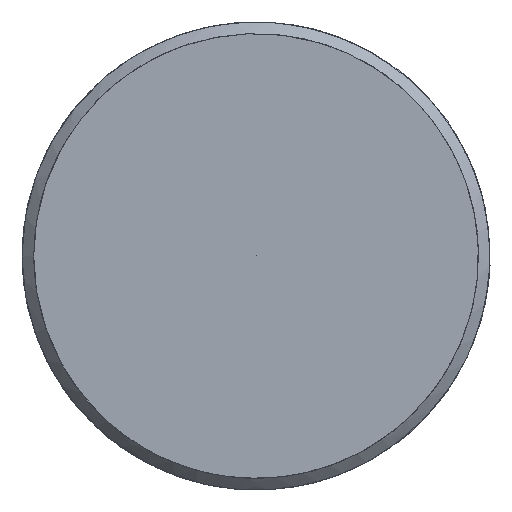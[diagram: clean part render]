
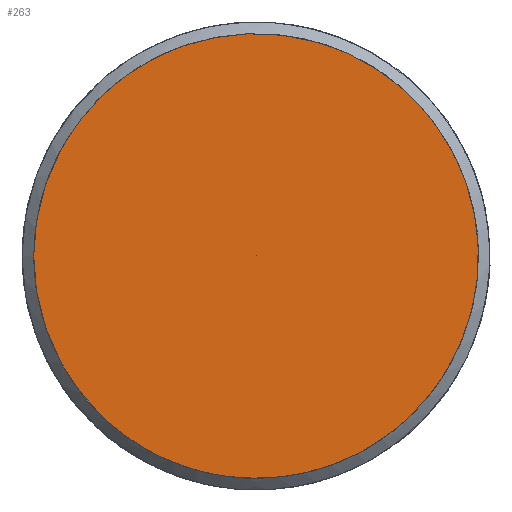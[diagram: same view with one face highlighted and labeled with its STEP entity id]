
A CAD part, left-side view. The second image highlights one B-rep face of the part: STEP entity #263.
In plain terms, the highlighted free-form (B-spline) face has degree [5, 3] with [20, 4] control points.
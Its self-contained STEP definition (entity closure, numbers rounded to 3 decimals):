
#145 = CARTESIAN_POINT ('', (-139., 4.75, 0.));
#146 = VERTEX_POINT ('', #145);
#147 = CARTESIAN_POINT ('', (-139., 4.75, 0.));
#148 = CARTESIAN_POINT ('', (-139., 4.75, 0.489));
#149 = CARTESIAN_POINT ('', (-139., 4.659, 1.24));
#150 = CARTESIAN_POINT ('', (-139., 4.288, 2.409));
#151 = CARTESIAN_POINT ('', (-139., 3.346, 3.696));
#152 = CARTESIAN_POINT ('', (-139., 1.46, 4.697));
#153 = CARTESIAN_POINT ('', (-139., -0.402, 4.91));
#154 = CARTESIAN_POINT ('', (-139., -2.334, 4.341));
#155 = CARTESIAN_POINT ('', (-139., -3.871, 3.155));
#156 = CARTESIAN_POINT ('', (-139., -4.875, 1.142));
#157 = CARTESIAN_POINT ('', (-139., -4.875, -1.142));
#158 = CARTESIAN_POINT ('', (-139., -3.871, -3.155));
#159 = CARTESIAN_POINT ('', (-139., -2.334, -4.341));
#160 = CARTESIAN_POINT ('', (-139., -0.402, -4.91));
#161 = CARTESIAN_POINT ('', (-139., 1.46, -4.697));
#162 = CARTESIAN_POINT ('', (-139., 3.346, -3.696));
#163 = CARTESIAN_POINT ('', (-139., 4.288, -2.409));
#164 = CARTESIAN_POINT ('', (-139., 4.659, -1.24));
#165 = CARTESIAN_POINT ('', (-139., 4.75, -0.489));
#166 = CARTESIAN_POINT ('', (-139., 4.75, 0.));
#167 = B_SPLINE_CURVE_WITH_KNOTS ('', 5, (#147, #148, #149, #150, #151, #152, #153, #154, #155, #156, #157, #158, #159, #160, #161, #162, #163, #164, #165, #166), .UNSPECIFIED., .T., .U., (6, 1, 1, 1, 1, 1, 1, 1, 1, 1, 1, 1, 1, 1, 1, 6), (0., 0.129, 0.186, 0.271, 0.3, 0.357, 0.414, 0.471, 0.529, 0.586, 0.643, 0.7, 0.729, 0.814, 0.871, 1.), .UNSPECIFIED.);
#168 = EDGE_CURVE ('', #146, #146, #167, .T.);
#169 = ORIENTED_EDGE ('', *, *, #168, .T.);
#170 = CARTESIAN_POINT ('', (-139., 0., 0.));
#171 = VERTEX_POINT ('', #170);
#172 = CARTESIAN_POINT ('', (-139., 4.75, 0.));
#173 = CARTESIAN_POINT ('', (-139., 3.167, 0.));
#174 = CARTESIAN_POINT ('', (-139., 1.583, 0.));
#175 = CARTESIAN_POINT ('', (-139., 0., 0.));
#176 = B_SPLINE_CURVE_WITH_KNOTS ('', 3, (#172, #173, #174, #175), .UNSPECIFIED., .F., .U., (4, 4), (0., 1.), .UNSPECIFIED.);
#177 = EDGE_CURVE ('', #146, #171, #176, .T.);
#178 = ORIENTED_EDGE ('', *, *, #177, .T.);
#179 = ORIENTED_EDGE ('', *, *, #177, .F.);
#180 = EDGE_LOOP ('', (#169, #178, #179));
#181 = FACE_OUTER_BOUND ('', #180, .T.);
#182 = CARTESIAN_POINT ('', (-139., 4.75, 0.));
#183 = CARTESIAN_POINT ('', (-139., 3.167, 0.));
#184 = CARTESIAN_POINT ('', (-139., 1.583, 0.));
#185 = CARTESIAN_POINT ('', (-139., 0., 0.));
#186 = CARTESIAN_POINT ('', (-139., 4.75, 0.489));
#187 = CARTESIAN_POINT ('', (-139., 3.167, 0.326));
#188 = CARTESIAN_POINT ('', (-139., 1.583, 0.163));
#189 = CARTESIAN_POINT ('', (-139., 0., 0.));
#190 = CARTESIAN_POINT ('', (-139., 4.659, 1.24));
#191 = CARTESIAN_POINT ('', (-139., 3.106, 0.826));
#192 = CARTESIAN_POINT ('', (-139., 1.553, 0.413));
#193 = CARTESIAN_POINT ('', (-139., 0., 0.));
#194 = CARTESIAN_POINT ('', (-139., 4.288, 2.409));
#195 = CARTESIAN_POINT ('', (-139., 2.858, 1.606));
#196 = CARTESIAN_POINT ('', (-139., 1.429, 0.803));
#197 = CARTESIAN_POINT ('', (-139., 0., 0.));
#198 = CARTESIAN_POINT ('', (-139., 3.346, 3.696));
#199 = CARTESIAN_POINT ('', (-139., 2.231, 2.464));
#200 = CARTESIAN_POINT ('', (-139., 1.115, 1.232));
#201 = CARTESIAN_POINT ('', (-139., 0., 0.));
#202 = CARTESIAN_POINT ('', (-139., 1.46, 4.697));
#203 = CARTESIAN_POINT ('', (-139., 0.973, 3.131));
#204 = CARTESIAN_POINT ('', (-139., 0.487, 1.566));
#205 = CARTESIAN_POINT ('', (-139., 0., 0.));
#206 = CARTESIAN_POINT ('', (-139., -0.402, 4.91));
#207 = CARTESIAN_POINT ('', (-139., -0.268, 3.274));
#208 = CARTESIAN_POINT ('', (-139., -0.134, 1.637));
#209 = CARTESIAN_POINT ('', (-139., 0., 0.));
#210 = CARTESIAN_POINT ('', (-139., -2.334, 4.341));
#211 = CARTESIAN_POINT ('', (-139., -1.556, 2.894));
#212 = CARTESIAN_POINT ('', (-139., -0.778, 1.447));
#213 = CARTESIAN_POINT ('', (-139., 0., 0.));
#214 = CARTESIAN_POINT ('', (-139., -3.871, 3.155));
#215 = CARTESIAN_POINT ('', (-139., -2.58, 2.103));
#216 = CARTESIAN_POINT ('', (-139., -1.29, 1.052));
#217 = CARTESIAN_POINT ('', (-139., 0., 0.));
#218 = CARTESIAN_POINT ('', (-139., -4.875, 1.142));
#219 = CARTESIAN_POINT ('', (-139., -3.25, 0.761));
#220 = CARTESIAN_POINT ('', (-139., -1.625, 0.381));
#221 = CARTESIAN_POINT ('', (-139., 0., 0.));
#222 = CARTESIAN_POINT ('', (-139., -4.875, -1.142));
#223 = CARTESIAN_POINT ('', (-139., -3.25, -0.761));
#224 = CARTESIAN_POINT ('', (-139., -1.625, -0.381));
#225 = CARTESIAN_POINT ('', (-139., 0., 0.));
#226 = CARTESIAN_POINT ('', (-139., -3.871, -3.155));
#227 = CARTESIAN_POINT ('', (-139., -2.58, -2.103));
#228 = CARTESIAN_POINT ('', (-139., -1.29, -1.052));
#229 = CARTESIAN_POINT ('', (-139., 0., 0.));
#230 = CARTESIAN_POINT ('', (-139., -2.334, -4.341));
#231 = CARTESIAN_POINT ('', (-139., -1.556, -2.894));
#232 = CARTESIAN_POINT ('', (-139., -0.778, -1.447));
#233 = CARTESIAN_POINT ('', (-139., 0., 0.));
#234 = CARTESIAN_POINT ('', (-139., -0.402, -4.91));
#235 = CARTESIAN_POINT ('', (-139., -0.268, -3.274));
#236 = CARTESIAN_POINT ('', (-139., -0.134, -1.637));
#237 = CARTESIAN_POINT ('', (-139., 0., 0.));
#238 = CARTESIAN_POINT ('', (-139., 1.46, -4.697));
#239 = CARTESIAN_POINT ('', (-139., 0.973, -3.131));
#240 = CARTESIAN_POINT ('', (-139., 0.487, -1.566));
#241 = CARTESIAN_POINT ('', (-139., 0., 0.));
#242 = CARTESIAN_POINT ('', (-139., 3.346, -3.696));
#243 = CARTESIAN_POINT ('', (-139., 2.231, -2.464));
#244 = CARTESIAN_POINT ('', (-139., 1.115, -1.232));
#245 = CARTESIAN_POINT ('', (-139., 0., 0.));
#246 = CARTESIAN_POINT ('', (-139., 4.288, -2.409));
#247 = CARTESIAN_POINT ('', (-139., 2.858, -1.606));
#248 = CARTESIAN_POINT ('', (-139., 1.429, -0.803));
#249 = CARTESIAN_POINT ('', (-139., 0., 0.));
#250 = CARTESIAN_POINT ('', (-139., 4.659, -1.24));
#251 = CARTESIAN_POINT ('', (-139., 3.106, -0.826));
#252 = CARTESIAN_POINT ('', (-139., 1.553, -0.413));
#253 = CARTESIAN_POINT ('', (-139., 0., 0.));
#254 = CARTESIAN_POINT ('', (-139., 4.75, -0.489));
#255 = CARTESIAN_POINT ('', (-139., 3.167, -0.326));
#256 = CARTESIAN_POINT ('', (-139., 1.583, -0.163));
#257 = CARTESIAN_POINT ('', (-139., 0., 0.));
#258 = CARTESIAN_POINT ('', (-139., 4.75, 0.));
#259 = CARTESIAN_POINT ('', (-139., 3.167, 0.));
#260 = CARTESIAN_POINT ('', (-139., 1.583, 0.));
#261 = CARTESIAN_POINT ('', (-139., 0., 0.));
#262 = B_SPLINE_SURFACE_WITH_KNOTS ('', 5, 3, ((#182, #183, #184, #185), (#186, #187, #188, #189), (#190, #191, #192, #193), (#194, #195, #196, #197), (#198, #199, #200, #201), (#202, #203, #204, #205), (#206, #207, #208, #209), (#210, #211, #212, #213), (#214, #215, #216, #217), (#218, #219, #220, #221), (#222, #223, #224, #225), (#226, #227, #228, #229), (#230, #231, #232, #233), (#234, #235, #236, #237), (#238, #239, #240, #241), (#242, #243, #244, #245), (#246, #247, #248, #249), (#250, #251, #252, #253), (#254, #255, #256, #257), (#258, #259, #260, #261)), .UNSPECIFIED., .T., .F., .U., (6, 1, 1, 1, 1, 1, 1, 1, 1, 1, 1, 1, 1, 1, 1, 6), (4, 4), (0., 0.129, 0.186, 0.271, 0.3, 0.357, 0.414, 0.471, 0.529, 0.586, 0.643, 0.7, 0.729, 0.814, 0.871, 1.), (0., 1.), .UNSPECIFIED.);
#263 = ADVANCED_FACE ('', (#181), #262, .T.);
